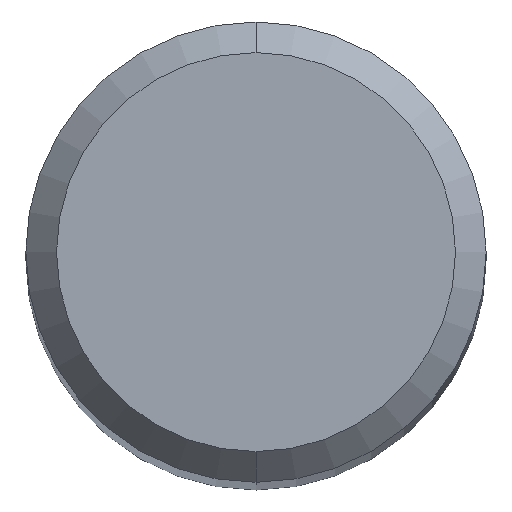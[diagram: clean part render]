
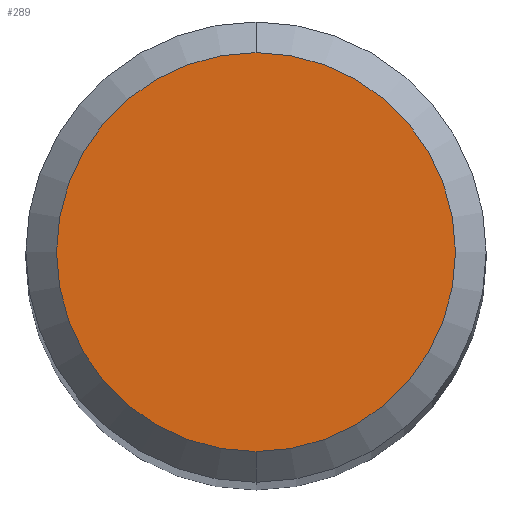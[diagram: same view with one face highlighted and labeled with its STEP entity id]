
A CAD part, top view. The second image highlights one B-rep face of the part: STEP entity #289.
In plain terms, the highlighted planar face has unit normal (0, 0, 1).
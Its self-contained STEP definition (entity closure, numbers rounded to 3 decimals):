
#187=VERTEX_POINT('',#507);
#289=ADVANCED_FACE('',(#619),#620,.T.);
#333=EDGE_CURVE('',#187,#367,#667,.T.);
#367=VERTEX_POINT('',#709);
#403=EDGE_CURVE('',#367,#187,#747,.T.);
#507=CARTESIAN_POINT('',(0.,-2.6,0.0));
#619=FACE_OUTER_BOUND('',#1055,.T.);
#620=PLANE('',#1056);
#667=CIRCLE('',#1163,2.6);
#709=CARTESIAN_POINT('',(0.0,2.6,0.0));
#747=CIRCLE('',#1284,2.6);
#1055=EDGE_LOOP('',(#1631,#1632));
#1056=AXIS2_PLACEMENT_3D('',#1633,#1634,#1635);
#1163=AXIS2_PLACEMENT_3D('',#1673,#1674,#1675);
#1284=AXIS2_PLACEMENT_3D('',#1769,#1770,#1771);
#1631=ORIENTED_EDGE('',*,*,#403,.F.);
#1632=ORIENTED_EDGE('',*,*,#333,.F.);
#1633=CARTESIAN_POINT('',(0.0,1.3,0.0));
#1634=DIRECTION('',(-0.0,0.0,1.0));
#1635=DIRECTION('',(0.0,-1.0,0.0));
#1673=CARTESIAN_POINT('',(0.0,0.0,0.0));
#1674=DIRECTION('',(0.0,0.0,-1.0));
#1675=DIRECTION('',(0.0,1.0,0.0));
#1769=CARTESIAN_POINT('',(0.0,0.0,0.0));
#1770=DIRECTION('',(0.0,0.0,-1.0));
#1771=DIRECTION('',(0.0,1.0,0.0));
